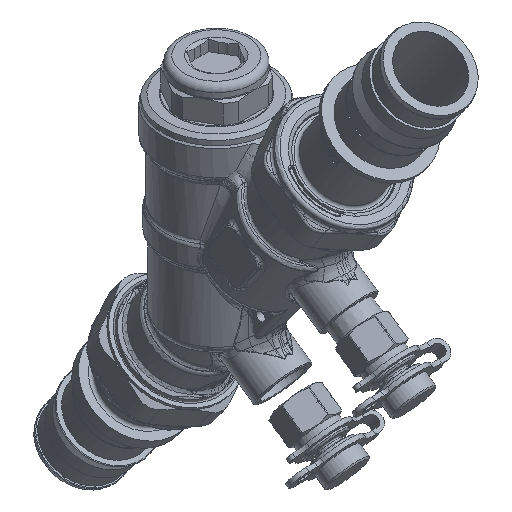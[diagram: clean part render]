
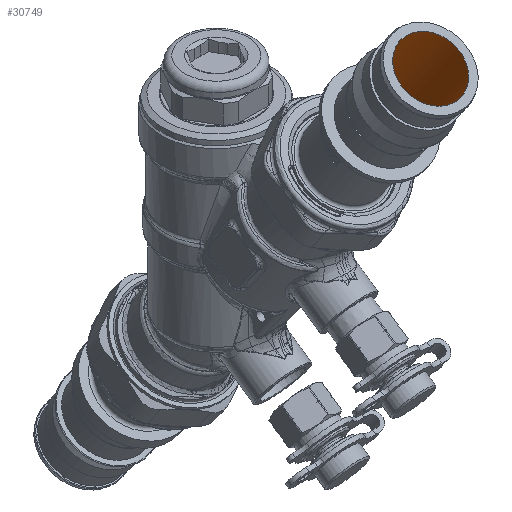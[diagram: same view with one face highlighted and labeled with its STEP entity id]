
A CAD part, isometric view. The second image highlights one B-rep face of the part: STEP entity #30749.
In plain terms, the highlighted cylindrical face has radius 10.16 mm (diameter 20.32 mm), a full revolution.
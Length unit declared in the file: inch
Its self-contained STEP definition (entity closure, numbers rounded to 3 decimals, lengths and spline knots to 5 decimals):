
#5551=FACE_OUTER_BOUND('',#7433,.T.);
#7433=EDGE_LOOP('',(#26815,#26816,#26817,#26818));
#8401=CIRCLE('',#32421,0.4);
#8641=CIRCLE('',#32932,0.4);
#9772=LINE('',#168704,#10880);
#10880=VECTOR('',#38347,0.4);
#12698=VERTEX_POINT('',#158762);
#13588=VERTEX_POINT('',#168701);
#16667=EDGE_CURVE('',#12698,#12698,#8401,.T.);
#18003=EDGE_CURVE('',#13588,#13588,#8641,.T.);
#18004=EDGE_CURVE('',#13588,#12698,#9772,.T.);
#26815=ORIENTED_EDGE('',*,*,#18003,.T.);
#26816=ORIENTED_EDGE('',*,*,#18004,.T.);
#26817=ORIENTED_EDGE('',*,*,#16667,.F.);
#26818=ORIENTED_EDGE('',*,*,#18004,.F.);
#27167=CYLINDRICAL_SURFACE('',#32933,0.4);
#30749=ADVANCED_FACE('',(#5551),#27167,.F.);
#32421=AXIS2_PLACEMENT_3D('',#158763,#36667,#36668);
#32932=AXIS2_PLACEMENT_3D('',#168702,#38343,#38344);
#32933=AXIS2_PLACEMENT_3D('',#168703,#38345,#38346);
#36667=DIRECTION('center_axis',(0.,-0.574,
0.819));
#36668=DIRECTION('ref_axis',(0.819,-0.47,-0.329));
#38343=DIRECTION('center_axis',(0.,-0.574,
0.819));
#38344=DIRECTION('ref_axis',(0.819,-0.47,-0.329));
#38345=DIRECTION('center_axis',(0.,-0.574,
0.819));
#38346=DIRECTION('ref_axis',(0.574,0.671,0.47));
#38347=DIRECTION('',(0.,0.574,-0.819));
#158762=CARTESIAN_POINT('',(-0.22943,-2.50744,0.60997));
#158763=CARTESIAN_POINT('Origin',(0.,-2.23904,
0.79791));
#168701=CARTESIAN_POINT('',(-0.22943,-3.18484,1.57739));
#168702=CARTESIAN_POINT('Origin',(0.,-2.91643,
1.76533));
#168703=CARTESIAN_POINT('Origin',(0.,-2.57774,
1.28162));
#168704=CARTESIAN_POINT('',(-0.22943,-2.84614,1.09368));
